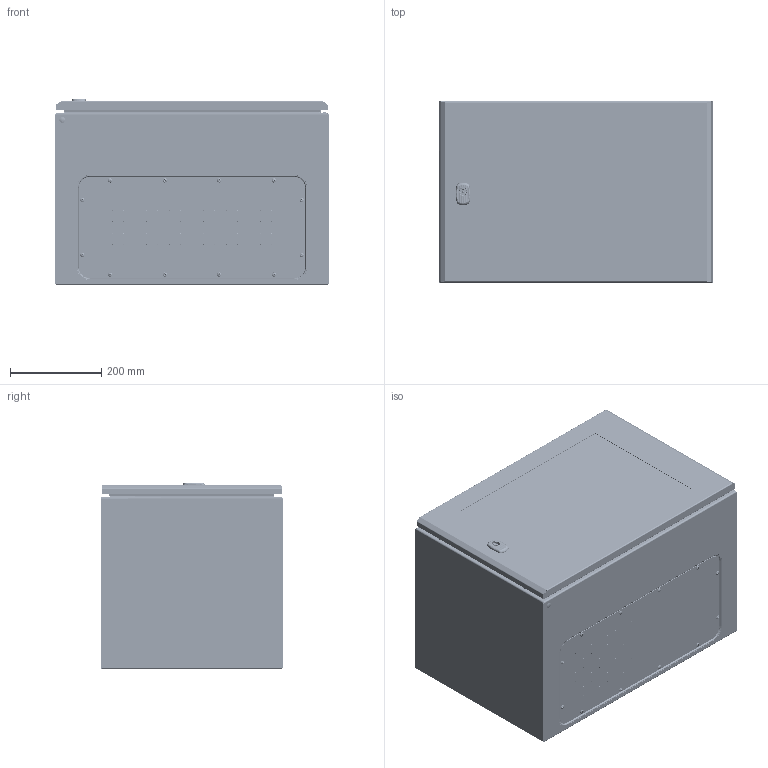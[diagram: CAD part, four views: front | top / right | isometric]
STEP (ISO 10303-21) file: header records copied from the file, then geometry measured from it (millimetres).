
FILE_DESCRIPTION(('STEP AP242'),'1');
FILE_NAME('nsyvdm7u4p.stp','2021-09-26T12:38:17',('TraceParts'),('TraceParts S.A.'),'Spatial InterOp 3D',' ',' ');
FILE_SCHEMA(('AP242_MANAGED_MODEL_BASED_3D_ENGINEERING_MIM_LF {1 0 10303 442 1 1 4}'));
Length unit declared in the file: millimetre
Products named in the file (1): nsyvdm7u4p_1
Bounding box: 600 x 401.2 x 410.4 mm (x, y, z)
Volume: 2896873.7 mm3; surface area: 3540860.1 mm2
Topology: 68 solids, 68 shells, 6319 faces, 16384 edges, 10020 vertices
Faces by surface type: plane 2635, cone 1102, cylinder 1054, bspline 758, torus 669, sphere 92, extrusion 5, revolution 4
Entity records: 241911 total; most frequent: CARTESIAN_POINT 94972, ORIENTED_EDGE 31852, DIRECTION 28661, EDGE_CURVE 15926, AXIS2_PLACEMENT_3D 10575, VERTEX_POINT 10020, VECTOR 7507, LINE 7502
